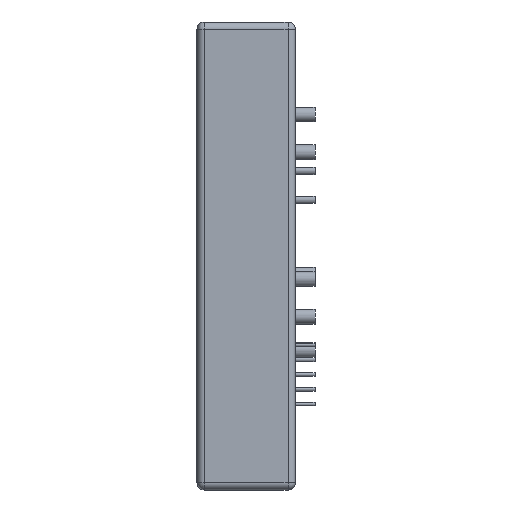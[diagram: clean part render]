
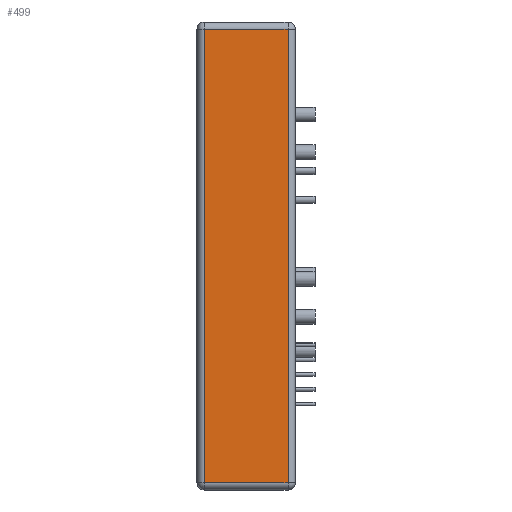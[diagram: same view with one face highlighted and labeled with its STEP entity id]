
A CAD part, left-side view. The second image highlights one B-rep face of the part: STEP entity #499.
In plain terms, the highlighted planar face has unit normal (-1, 0, 0).
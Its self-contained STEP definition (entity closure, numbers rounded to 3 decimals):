
#41 = LINE ( 'NONE', #2012, #1130 ) ;
#153 = EDGE_LOOP ( 'NONE', ( #1589, #2694, #1220, #1268 ) ) ;
#245 = VERTEX_POINT ( 'NONE', #309 ) ;
#274 = DIRECTION ( 'NONE',  ( 0., 0., -1. ) ) ;
#309 = CARTESIAN_POINT ( 'NONE',  ( -59.55, 1., 30.6 ) ) ;
#445 = AXIS2_PLACEMENT_3D ( 'NONE', #2619, #452, #274 ) ;
#452 = DIRECTION ( 'NONE',  ( 1., 0., 0. ) ) ;
#456 = VERTEX_POINT ( 'NONE', #2607 ) ;
#499 = ADVANCED_FACE ( 'NONE', ( #2163 ), #1741, .F. ) ;
#504 = DIRECTION ( 'NONE',  ( 0., 0., -1. ) ) ;
#584 = EDGE_CURVE ( 'NONE', #456, #2558, #1996, .T. ) ;
#847 = VECTOR ( 'NONE', #1821, 1000. ) ;
#944 = CARTESIAN_POINT ( 'NONE',  ( -59.55, 1., -30.6 ) ) ;
#1108 = LINE ( 'NONE', #2644, #1803 ) ;
#1130 = VECTOR ( 'NONE', #1801, 1000. ) ;
#1187 = LINE ( 'NONE', #2280, #847 ) ;
#1220 = ORIENTED_EDGE ( 'NONE', *, *, #2718, .T. ) ;
#1268 = ORIENTED_EDGE ( 'NONE', *, *, #1994, .T. ) ;
#1340 = DIRECTION ( 'NONE',  ( 0., 1., 0. ) ) ;
#1412 = EDGE_CURVE ( 'NONE', #245, #456, #1108, .T. ) ;
#1589 = ORIENTED_EDGE ( 'NONE', *, *, #1412, .T. ) ;
#1741 = PLANE ( 'NONE',  #445 ) ;
#1801 = DIRECTION ( 'NONE',  ( 0., 0., 1. ) ) ;
#1803 = VECTOR ( 'NONE', #1340, 1000. ) ;
#1821 = DIRECTION ( 'NONE',  ( 0., -1., 0. ) ) ;
#1994 = EDGE_CURVE ( 'NONE', #2201, #245, #41, .T. ) ;
#1996 = LINE ( 'NONE', #2429, #2752 ) ;
#2012 = CARTESIAN_POINT ( 'NONE',  ( -59.55, 1., 31.6 ) ) ;
#2163 = FACE_OUTER_BOUND ( 'NONE', #153, .T. ) ;
#2201 = VERTEX_POINT ( 'NONE', #944 ) ;
#2280 = CARTESIAN_POINT ( 'NONE',  ( -59.55, 0., -30.6 ) ) ;
#2312 = CARTESIAN_POINT ( 'NONE',  ( -59.55, 12.3, -30.6 ) ) ;
#2429 = CARTESIAN_POINT ( 'NONE',  ( -59.55, 12.3, -31.6 ) ) ;
#2558 = VERTEX_POINT ( 'NONE', #2312 ) ;
#2607 = CARTESIAN_POINT ( 'NONE',  ( -59.55, 12.3, 30.6 ) ) ;
#2619 = CARTESIAN_POINT ( 'NONE',  ( -59.55, 13.3, -31.6 ) ) ;
#2644 = CARTESIAN_POINT ( 'NONE',  ( -59.55, 13.3, 30.6 ) ) ;
#2694 = ORIENTED_EDGE ( 'NONE', *, *, #584, .T. ) ;
#2718 = EDGE_CURVE ( 'NONE', #2558, #2201, #1187, .T. ) ;
#2752 = VECTOR ( 'NONE', #504, 1000. ) ;
